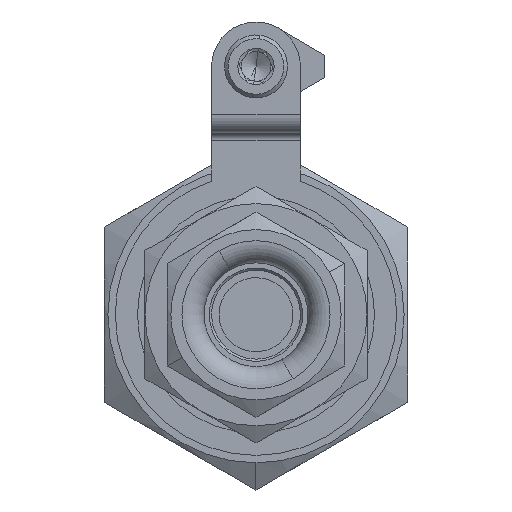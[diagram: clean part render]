
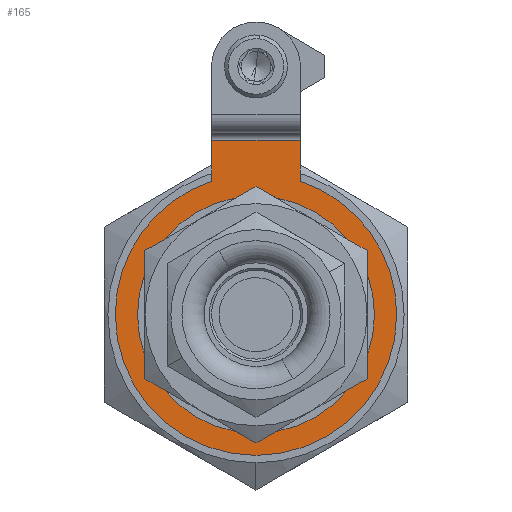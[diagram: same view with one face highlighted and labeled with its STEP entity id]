
A CAD part, left-side view. The second image highlights one B-rep face of the part: STEP entity #165.
In plain terms, the highlighted planar face has unit normal (-1, 0, 0).
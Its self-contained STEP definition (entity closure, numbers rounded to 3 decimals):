
#86 = VERTEX_POINT ( 'NONE', #2863 ) ;
#165 = ADVANCED_FACE ( 'NONE', ( #6867, #1645 ), #4706, .T. ) ;
#525 = VERTEX_POINT ( 'NONE', #6103 ) ;
#600 = CIRCLE ( 'NONE', #8889, 19. ) ;
#1150 = ORIENTED_EDGE ( 'NONE', *, *, #9460, .T. ) ;
#1282 = ORIENTED_EDGE ( 'NONE', *, *, #1851, .F. ) ;
#1338 = AXIS2_PLACEMENT_3D ( 'NONE', #6215, #3871, #3820 ) ;
#1408 = CARTESIAN_POINT ( 'NONE',  ( -24.431, -7.184, 9.97 ) ) ;
#1604 = VERTEX_POINT ( 'NONE', #6182 ) ;
#1645 = FACE_OUTER_BOUND ( 'NONE', #3500, .T. ) ;
#1713 = DIRECTION ( 'NONE',  ( -1., 0., 0. ) ) ;
#1757 = VECTOR ( 'NONE', #9737, 1000. ) ;
#1851 = EDGE_CURVE ( 'NONE', #2789, #8271, #5562, .T. ) ;
#1911 = DIRECTION ( 'NONE',  ( 0., 1., 0. ) ) ;
#2008 = ORIENTED_EDGE ( 'NONE', *, *, #2777, .T. ) ;
#2149 = EDGE_CURVE ( 'NONE', #2467, #3592, #8412, .T. ) ;
#2216 = AXIS2_PLACEMENT_3D ( 'NONE', #3117, #9194, #1911 ) ;
#2394 = AXIS2_PLACEMENT_3D ( 'NONE', #8253, #1713, #5520 ) ;
#2467 = VERTEX_POINT ( 'NONE', #3930 ) ;
#2536 = CIRCLE ( 'NONE', #4943, 15.25 ) ;
#2748 = LINE ( 'NONE', #9681, #1757 ) ;
#2777 = EDGE_CURVE ( 'NONE', #3592, #525, #5413, .T. ) ;
#2789 = VERTEX_POINT ( 'NONE', #3563 ) ;
#2863 = CARTESIAN_POINT ( 'NONE',  ( -24.431, 14.066, -13.558 ) ) ;
#3117 = CARTESIAN_POINT ( 'NONE',  ( -24.431, -1.184, -13.558 ) ) ;
#3183 = DIRECTION ( 'NONE',  ( 0., 1., 0. ) ) ;
#3495 = ORIENTED_EDGE ( 'NONE', *, *, #8448, .F. ) ;
#3500 = EDGE_LOOP ( 'NONE', ( #5205, #1282, #1150, #3876, #4118, #2008 ) ) ;
#3502 = EDGE_CURVE ( 'NONE', #525, #8271, #6418, .T. ) ;
#3563 = CARTESIAN_POINT ( 'NONE',  ( -24.431, 4.816, 9.97 ) ) ;
#3592 = VERTEX_POINT ( 'NONE', #8169 ) ;
#3820 = DIRECTION ( 'NONE',  ( 0., 1., 0. ) ) ;
#3871 = DIRECTION ( 'NONE',  ( -1., 0., 0. ) ) ;
#3876 = ORIENTED_EDGE ( 'NONE', *, *, #8007, .T. ) ;
#3930 = CARTESIAN_POINT ( 'NONE',  ( -24.431, 17.816, -13.558 ) ) ;
#3935 = DIRECTION ( 'NONE',  ( -1., 0., 0. ) ) ;
#4118 = ORIENTED_EDGE ( 'NONE', *, *, #2149, .T. ) ;
#4706 = PLANE ( 'NONE',  #1338 ) ;
#4772 = CARTESIAN_POINT ( 'NONE',  ( -24.431, -1.184, -13.558 ) ) ;
#4929 = VECTOR ( 'NONE', #7801, 1000. ) ;
#4943 = AXIS2_PLACEMENT_3D ( 'NONE', #4772, #5569, #8539 ) ;
#5125 = CIRCLE ( 'NONE', #2394, 15.25 ) ;
#5205 = ORIENTED_EDGE ( 'NONE', *, *, #3502, .T. ) ;
#5316 = CARTESIAN_POINT ( 'NONE',  ( -24.431, -16.434, -13.558 ) ) ;
#5413 = CIRCLE ( 'NONE', #2216, 19. ) ;
#5435 = CARTESIAN_POINT ( 'NONE',  ( -24.431, -1.184, -13.558 ) ) ;
#5520 = DIRECTION ( 'NONE',  ( 0., 1., 0. ) ) ;
#5562 = LINE ( 'NONE', #6962, #4929 ) ;
#5569 = DIRECTION ( 'NONE',  ( -1., 0., 0. ) ) ;
#6103 = CARTESIAN_POINT ( 'NONE',  ( -24.431, -7.184, 4.47 ) ) ;
#6182 = CARTESIAN_POINT ( 'NONE',  ( -24.431, 4.816, 4.47 ) ) ;
#6215 = CARTESIAN_POINT ( 'NONE',  ( -24.431, -1.184, -13.558 ) ) ;
#6418 = LINE ( 'NONE', #8573, #7258 ) ;
#6743 = EDGE_LOOP ( 'NONE', ( #7591, #3495 ) ) ;
#6867 = FACE_BOUND ( 'NONE', #6743, .T. ) ;
#6962 = CARTESIAN_POINT ( 'NONE',  ( -24.431, 4.816, 9.97 ) ) ;
#7038 = DIRECTION ( 'NONE',  ( 0., 1., 0. ) ) ;
#7080 = CARTESIAN_POINT ( 'NONE',  ( -24.431, -1.184, -13.558 ) ) ;
#7258 = VECTOR ( 'NONE', #9477, 1000. ) ;
#7591 = ORIENTED_EDGE ( 'NONE', *, *, #9644, .F. ) ;
#7801 = DIRECTION ( 'NONE',  ( 0., -1., 0. ) ) ;
#8007 = EDGE_CURVE ( 'NONE', #1604, #2467, #600, .T. ) ;
#8169 = CARTESIAN_POINT ( 'NONE',  ( -24.431, -20.184, -13.558 ) ) ;
#8253 = CARTESIAN_POINT ( 'NONE',  ( -24.431, -1.184, -13.558 ) ) ;
#8263 = AXIS2_PLACEMENT_3D ( 'NONE', #7080, #8503, #7038 ) ;
#8271 = VERTEX_POINT ( 'NONE', #1408 ) ;
#8412 = CIRCLE ( 'NONE', #8263, 19. ) ;
#8448 = EDGE_CURVE ( 'NONE', #9210, #86, #2536, .T. ) ;
#8503 = DIRECTION ( 'NONE',  ( -1., 0., 0. ) ) ;
#8539 = DIRECTION ( 'NONE',  ( 0., 1., 0. ) ) ;
#8573 = CARTESIAN_POINT ( 'NONE',  ( -24.431, -7.184, 12.47 ) ) ;
#8889 = AXIS2_PLACEMENT_3D ( 'NONE', #5435, #3935, #3183 ) ;
#9194 = DIRECTION ( 'NONE',  ( -1., 0., 0. ) ) ;
#9210 = VERTEX_POINT ( 'NONE', #5316 ) ;
#9460 = EDGE_CURVE ( 'NONE', #2789, #1604, #2748, .T. ) ;
#9477 = DIRECTION ( 'NONE',  ( 0., 0., 1. ) ) ;
#9644 = EDGE_CURVE ( 'NONE', #86, #9210, #5125, .T. ) ;
#9681 = CARTESIAN_POINT ( 'NONE',  ( -24.431, 4.816, 12.47 ) ) ;
#9737 = DIRECTION ( 'NONE',  ( 0., 0., -1. ) ) ;
